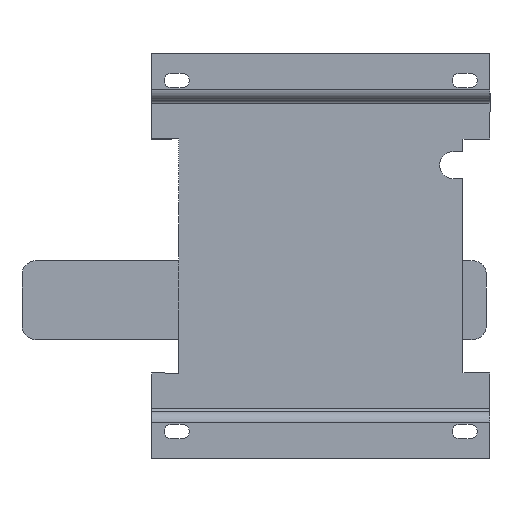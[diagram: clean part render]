
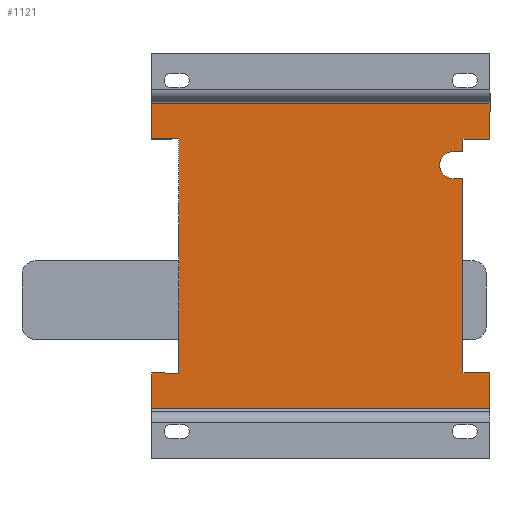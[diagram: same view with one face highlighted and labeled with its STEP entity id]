
A CAD part, front view. The second image highlights one B-rep face of the part: STEP entity #1121.
In plain terms, the highlighted planar face has unit normal (0, -1, 0).
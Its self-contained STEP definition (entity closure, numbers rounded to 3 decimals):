
#30 = ORIENTED_EDGE ( 'NONE', *, *, #1792, .F. ) ;
#67 = LINE ( 'NONE', #1953, #2642 ) ;
#71 = DIRECTION ( 'NONE',  ( 0., 0., 1. ) ) ;
#117 = PLANE ( 'NONE',  #489 ) ;
#127 = VERTEX_POINT ( 'NONE', #1596 ) ;
#137 = CARTESIAN_POINT ( 'NONE',  ( 47., -2., 32.5 ) ) ;
#176 = CARTESIAN_POINT ( 'NONE',  ( 39.5, -2., -32.5 ) ) ;
#194 = EDGE_LOOP ( 'NONE', ( #596, #2374, #877, #1195, #1532, #2595, #948, #2409, #30, #456, #1198, #2508, #1420, #597, #1454, #1357 ) ) ;
#210 = EDGE_CURVE ( 'NONE', #2123, #1659, #904, .T. ) ;
#230 = VECTOR ( 'NONE', #71, 1000. ) ;
#246 = EDGE_CURVE ( 'NONE', #2743, #516, #1965, .T. ) ;
#255 = VECTOR ( 'NONE', #1827, 1000. ) ;
#271 = CARTESIAN_POINT ( 'NONE',  ( 47., -2., -32.5 ) ) ;
#277 = CARTESIAN_POINT ( 'NONE',  ( -47., -2., 32.5 ) ) ;
#295 = VERTEX_POINT ( 'NONE', #1240 ) ;
#321 = CARTESIAN_POINT ( 'NONE',  ( 36.75, -2., 29. ) ) ;
#380 = DIRECTION ( 'NONE',  ( 0., 0., 1. ) ) ;
#392 = DIRECTION ( 'NONE',  ( -1., 0., 0. ) ) ;
#393 = DIRECTION ( 'NONE',  ( 0., 0., 1. ) ) ;
#409 = EDGE_CURVE ( 'NONE', #2001, #2733, #2170, .T. ) ;
#456 = ORIENTED_EDGE ( 'NONE', *, *, #1245, .F. ) ;
#463 = VERTEX_POINT ( 'NONE', #2424 ) ;
#489 = AXIS2_PLACEMENT_3D ( 'NONE', #2457, #972, #2661 ) ;
#516 = VERTEX_POINT ( 'NONE', #137 ) ;
#526 = CARTESIAN_POINT ( 'NONE',  ( 47., -2., 32.5 ) ) ;
#536 = VECTOR ( 'NONE', #979, 1000. ) ;
#591 = EDGE_CURVE ( 'NONE', #516, #2001, #1679, .T. ) ;
#596 = ORIENTED_EDGE ( 'NONE', *, *, #409, .F. ) ;
#597 = ORIENTED_EDGE ( 'NONE', *, *, #923, .F. ) ;
#598 = EDGE_CURVE ( 'NONE', #1135, #933, #744, .T. ) ;
#643 = DIRECTION ( 'NONE',  ( 1., 0., 0. ) ) ;
#707 = VECTOR ( 'NONE', #392, 1000. ) ;
#729 = CARTESIAN_POINT ( 'NONE',  ( -47., -2., -45.25 ) ) ;
#744 = LINE ( 'NONE', #1807, #2716 ) ;
#759 = VERTEX_POINT ( 'NONE', #790 ) ;
#766 = CARTESIAN_POINT ( 'NONE',  ( 39.5, -2., 29. ) ) ;
#789 = LINE ( 'NONE', #271, #2143 ) ;
#790 = CARTESIAN_POINT ( 'NONE',  ( -39.5, -2., 32.5 ) ) ;
#820 = LINE ( 'NONE', #2362, #1978 ) ;
#825 = CARTESIAN_POINT ( 'NONE',  ( -47., -2., -45.25 ) ) ;
#835 = VERTEX_POINT ( 'NONE', #1480 ) ;
#848 = VECTOR ( 'NONE', #864, 1000. ) ;
#864 = DIRECTION ( 'NONE',  ( 0., 0., -1. ) ) ;
#877 = ORIENTED_EDGE ( 'NONE', *, *, #246, .F. ) ;
#900 = DIRECTION ( 'NONE',  ( 1., 0., 0. ) ) ;
#904 = LINE ( 'NONE', #1002, #974 ) ;
#909 = CARTESIAN_POINT ( 'NONE',  ( 39.5, -2., 32.5 ) ) ;
#923 = EDGE_CURVE ( 'NONE', #1099, #127, #820, .T. ) ;
#933 = VERTEX_POINT ( 'NONE', #2349 ) ;
#948 = ORIENTED_EDGE ( 'NONE', *, *, #2097, .F. ) ;
#962 = DIRECTION ( 'NONE',  ( 1., 0., 0. ) ) ;
#972 = DIRECTION ( 'NONE',  ( 0., 1., 0. ) ) ;
#974 = VECTOR ( 'NONE', #2456, 1000. ) ;
#979 = DIRECTION ( 'NONE',  ( -1., 0., 0. ) ) ;
#1002 = CARTESIAN_POINT ( 'NONE',  ( 47., -2., -45.25 ) ) ;
#1052 = LINE ( 'NONE', #2520, #707 ) ;
#1099 = VERTEX_POINT ( 'NONE', #2228 ) ;
#1121 = ADVANCED_FACE ( 'NONE', ( #2198 ), #117, .F. ) ;
#1135 = VERTEX_POINT ( 'NONE', #2263 ) ;
#1144 = LINE ( 'NONE', #2358, #848 ) ;
#1195 = ORIENTED_EDGE ( 'NONE', *, *, #1985, .F. ) ;
#1198 = ORIENTED_EDGE ( 'NONE', *, *, #210, .F. ) ;
#1207 = VERTEX_POINT ( 'NONE', #176 ) ;
#1240 = CARTESIAN_POINT ( 'NONE',  ( -47., -2., 32.5 ) ) ;
#1245 = EDGE_CURVE ( 'NONE', #1659, #1469, #1052, .T. ) ;
#1256 = CARTESIAN_POINT ( 'NONE',  ( 36.75, -2., 25.25 ) ) ;
#1357 = ORIENTED_EDGE ( 'NONE', *, *, #1702, .F. ) ;
#1363 = CARTESIAN_POINT ( 'NONE',  ( 39.5, -2., 29. ) ) ;
#1370 = LINE ( 'NONE', #729, #230 ) ;
#1420 = ORIENTED_EDGE ( 'NONE', *, *, #2460, .F. ) ;
#1454 = ORIENTED_EDGE ( 'NONE', *, *, #2373, .F. ) ;
#1469 = VERTEX_POINT ( 'NONE', #2383 ) ;
#1480 = CARTESIAN_POINT ( 'NONE',  ( -47., -2., 42.25 ) ) ;
#1500 = VECTOR ( 'NONE', #2597, 1000. ) ;
#1515 = EDGE_CURVE ( 'NONE', #295, #835, #1370, .T. ) ;
#1532 = ORIENTED_EDGE ( 'NONE', *, *, #1515, .F. ) ;
#1593 = DIRECTION ( 'NONE',  ( 0., 0., 1. ) ) ;
#1596 = CARTESIAN_POINT ( 'NONE',  ( 39.5, -2., 21.5 ) ) ;
#1605 = CARTESIAN_POINT ( 'NONE',  ( 47., -2., 42.25 ) ) ;
#1659 = VERTEX_POINT ( 'NONE', #2045 ) ;
#1675 = CIRCLE ( 'NONE', #2152, 3.75 ) ;
#1678 = DIRECTION ( 'NONE',  ( 0., -1., 0. ) ) ;
#1679 = LINE ( 'NONE', #526, #2203 ) ;
#1702 = EDGE_CURVE ( 'NONE', #2733, #463, #2541, .T. ) ;
#1792 = EDGE_CURVE ( 'NONE', #1469, #1135, #2641, .T. ) ;
#1807 = CARTESIAN_POINT ( 'NONE',  ( -47., -2., -32.5 ) ) ;
#1827 = DIRECTION ( 'NONE',  ( 0., 0., -1. ) ) ;
#1915 = CARTESIAN_POINT ( 'NONE',  ( -47., -2., 42.25 ) ) ;
#1953 = CARTESIAN_POINT ( 'NONE',  ( -39.5, -2., -32.5 ) ) ;
#1965 = LINE ( 'NONE', #2695, #255 ) ;
#1978 = VECTOR ( 'NONE', #900, 1000. ) ;
#1985 = EDGE_CURVE ( 'NONE', #835, #2743, #2678, .T. ) ;
#2001 = VERTEX_POINT ( 'NONE', #909 ) ;
#2045 = CARTESIAN_POINT ( 'NONE',  ( 47., -2., -42.25 ) ) ;
#2097 = EDGE_CURVE ( 'NONE', #933, #759, #67, .T. ) ;
#2123 = VERTEX_POINT ( 'NONE', #2401 ) ;
#2143 = VECTOR ( 'NONE', #2399, 1000. ) ;
#2152 = AXIS2_PLACEMENT_3D ( 'NONE', #1256, #1678, #393 ) ;
#2170 = LINE ( 'NONE', #766, #2580 ) ;
#2198 = FACE_OUTER_BOUND ( 'NONE', #194, .T. ) ;
#2203 = VECTOR ( 'NONE', #2468, 1000. ) ;
#2228 = CARTESIAN_POINT ( 'NONE',  ( 36.75, -2., 21.5 ) ) ;
#2263 = CARTESIAN_POINT ( 'NONE',  ( -47., -2., -32.5 ) ) ;
#2349 = CARTESIAN_POINT ( 'NONE',  ( -39.5, -2., -32.5 ) ) ;
#2358 = CARTESIAN_POINT ( 'NONE',  ( 39.5, -2., -32.5 ) ) ;
#2362 = CARTESIAN_POINT ( 'NONE',  ( 36.75, -2., 21.5 ) ) ;
#2373 = EDGE_CURVE ( 'NONE', #463, #1099, #1675, .T. ) ;
#2374 = ORIENTED_EDGE ( 'NONE', *, *, #591, .F. ) ;
#2383 = CARTESIAN_POINT ( 'NONE',  ( -47., -2., -42.25 ) ) ;
#2399 = DIRECTION ( 'NONE',  ( 1., 0., 0. ) ) ;
#2401 = CARTESIAN_POINT ( 'NONE',  ( 47., -2., -32.5 ) ) ;
#2409 = ORIENTED_EDGE ( 'NONE', *, *, #598, .F. ) ;
#2424 = CARTESIAN_POINT ( 'NONE',  ( 36.75, -2., 29. ) ) ;
#2430 = VECTOR ( 'NONE', #643, 1000. ) ;
#2451 = DIRECTION ( 'NONE',  ( 0., 0., -1. ) ) ;
#2456 = DIRECTION ( 'NONE',  ( 0., 0., -1. ) ) ;
#2457 = CARTESIAN_POINT ( 'NONE',  ( 0., -2., 0. ) ) ;
#2460 = EDGE_CURVE ( 'NONE', #127, #1207, #1144, .T. ) ;
#2468 = DIRECTION ( 'NONE',  ( -1., 0., 0. ) ) ;
#2508 = ORIENTED_EDGE ( 'NONE', *, *, #2682, .F. ) ;
#2520 = CARTESIAN_POINT ( 'NONE',  ( 47., -2., -42.25 ) ) ;
#2541 = LINE ( 'NONE', #321, #536 ) ;
#2556 = EDGE_CURVE ( 'NONE', #759, #295, #2637, .T. ) ;
#2580 = VECTOR ( 'NONE', #2451, 1000. ) ;
#2595 = ORIENTED_EDGE ( 'NONE', *, *, #2556, .F. ) ;
#2597 = DIRECTION ( 'NONE',  ( -1., 0., 0. ) ) ;
#2612 = VECTOR ( 'NONE', #380, 1000. ) ;
#2637 = LINE ( 'NONE', #277, #1500 ) ;
#2641 = LINE ( 'NONE', #825, #2612 ) ;
#2642 = VECTOR ( 'NONE', #1593, 1000. ) ;
#2661 = DIRECTION ( 'NONE',  ( 0., 0., 1. ) ) ;
#2678 = LINE ( 'NONE', #1915, #2430 ) ;
#2682 = EDGE_CURVE ( 'NONE', #1207, #2123, #789, .T. ) ;
#2695 = CARTESIAN_POINT ( 'NONE',  ( 47., -2., -45.25 ) ) ;
#2716 = VECTOR ( 'NONE', #962, 1000. ) ;
#2733 = VERTEX_POINT ( 'NONE', #1363 ) ;
#2743 = VERTEX_POINT ( 'NONE', #1605 ) ;
